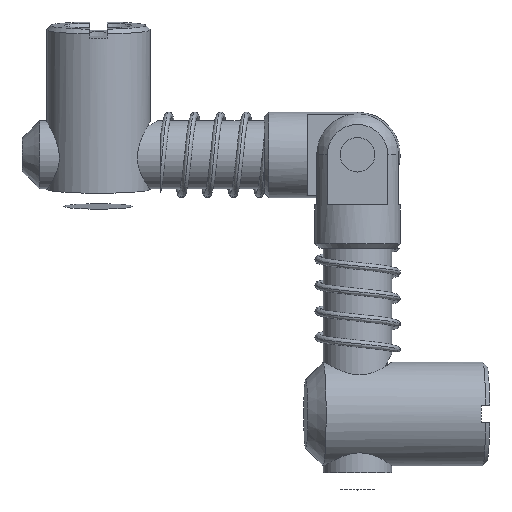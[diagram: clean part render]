
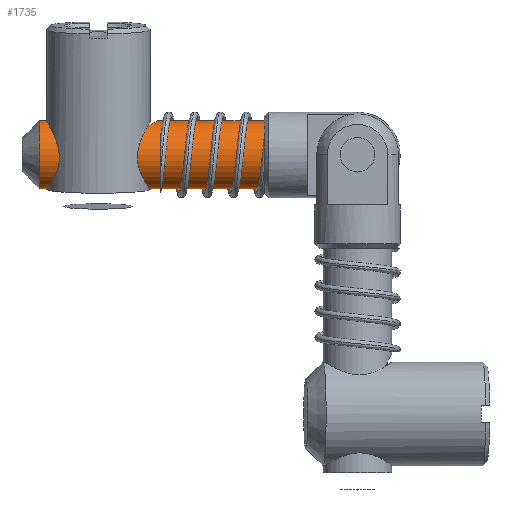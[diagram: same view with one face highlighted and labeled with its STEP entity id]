
A CAD part, top view. The second image highlights one B-rep face of the part: STEP entity #1735.
In plain terms, the highlighted cylindrical face has radius 3.95 mm (diameter 7.9 mm), a full revolution.
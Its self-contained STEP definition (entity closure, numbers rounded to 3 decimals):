
#30=FACE_BOUND('',#684,.T.);
#102=LINE('',#5223,#233);
#233=VECTOR('',#2183,3.95);
#354=CIRCLE('',#1889,3.95);
#355=CIRCLE('',#1890,3.95);
#401=CYLINDRICAL_SURFACE('',#1888,3.95);
#580=FACE_OUTER_BOUND('',#683,.T.);
#683=EDGE_LOOP('',(#1448,#1449,#1450,#1451));
#684=EDGE_LOOP('',(#1452));
#790=B_SPLINE_CURVE_WITH_KNOTS('',3,(#5169,#5170,#5171,#5172,#5173,#5174,
#5175,#5176,#5177,#5178,#5179,#5180,#5181,#5182,#5183,#5184,#5185,#5186,
#5187,#5188,#5189,#5190,#5191,#5192,#5193,#5194,#5195,#5196,#5197,#5198,
#5199,#5200,#5201,#5202,#5203,#5204,#5205,#5206,#5207,#5208,#5209,#5210,
#5211,#5212,#5213,#5214,#5215,#5216,#5217,#5218),.UNSPECIFIED.,.T.,.F.,
(4,2,2,2,2,2,2,2,2,2,2,2,2,2,2,2,2,2,2,2,2,2,2,2,4),(-2.578,
-2.424,-2.271,-2.179,-2.088,
-2.011,-1.934,-1.848,-1.762,
-1.662,-1.562,-1.426,-1.289,
-1.136,-0.982,-0.89,-0.799,
-0.722,-0.645,-0.567,-0.49,
-0.399,-0.307,-0.154,0.),
 .UNSPECIFIED.);
#873=VERTEX_POINT('',#5167);
#874=VERTEX_POINT('',#5220);
#875=VERTEX_POINT('',#5222);
#1078=EDGE_CURVE('',#873,#873,#790,.T.);
#1079=EDGE_CURVE('',#874,#874,#354,.T.);
#1080=EDGE_CURVE('',#874,#875,#102,.T.);
#1081=EDGE_CURVE('',#875,#875,#355,.T.);
#1448=ORIENTED_EDGE('',*,*,#1079,.F.);
#1449=ORIENTED_EDGE('',*,*,#1080,.T.);
#1450=ORIENTED_EDGE('',*,*,#1081,.T.);
#1451=ORIENTED_EDGE('',*,*,#1080,.F.);
#1452=ORIENTED_EDGE('',*,*,#1078,.F.);
#1735=ADVANCED_FACE('',(#580,#30),#401,.T.);
#1888=AXIS2_PLACEMENT_3D('',#5219,#2179,#2180);
#1889=AXIS2_PLACEMENT_3D('',#5221,#2181,#2182);
#1890=AXIS2_PLACEMENT_3D('',#5224,#2184,#2185);
#2179=DIRECTION('center_axis',(1.,0.,0.));
#2180=DIRECTION('ref_axis',(0.,0.,
-1.));
#2181=DIRECTION('center_axis',(1.,0.,0.));
#2182=DIRECTION('ref_axis',(0.,0.,
-1.));
#2183=DIRECTION('',(-1.,0.,0.));
#2184=DIRECTION('center_axis',(1.,0.,0.));
#2185=DIRECTION('ref_axis',(0.,0.,1.));
#5167=CARTESIAN_POINT('',(-24.474,-2.136,-16.25));
#5169=CARTESIAN_POINT('Ctrl Pts',(-24.474,-2.136,-16.25));
#5170=CARTESIAN_POINT('Ctrl Pts',(-24.986,-2.136,-16.25));
#5171=CARTESIAN_POINT('Ctrl Pts',(-25.534,-2.056,-16.198));
#5172=CARTESIAN_POINT('Ctrl Pts',(-26.578,-1.778,-15.976));
#5173=CARTESIAN_POINT('Ctrl Pts',(-27.075,-1.586,-15.805));
#5174=CARTESIAN_POINT('Ctrl Pts',(-27.756,-1.29,-15.463));
#5175=CARTESIAN_POINT('Ctrl Pts',(-28.022,-1.165,-15.303));
#5176=CARTESIAN_POINT('Ctrl Pts',(-28.509,-0.925,
-14.922));
#5177=CARTESIAN_POINT('Ctrl Pts',(-28.731,-0.81,-14.701));
#5178=CARTESIAN_POINT('Ctrl Pts',(-29.053,-0.638,
-14.273));
#5179=CARTESIAN_POINT('Ctrl Pts',(-29.189,-0.564,-14.039));
#5180=CARTESIAN_POINT('Ctrl Pts',(-29.376,-0.461,
-13.532));
#5181=CARTESIAN_POINT('Ctrl Pts',(-29.424,-0.434,
-13.259));
#5182=CARTESIAN_POINT('Ctrl Pts',(-29.424,-0.434,
-12.717));
#5183=CARTESIAN_POINT('Ctrl Pts',(-29.365,-0.467,
-12.418));
#5184=CARTESIAN_POINT('Ctrl Pts',(-29.141,-0.59,
-11.867));
#5185=CARTESIAN_POINT('Ctrl Pts',(-28.978,-0.679,
-11.616));
#5186=CARTESIAN_POINT('Ctrl Pts',(-28.601,-0.877,
-11.166));
#5187=CARTESIAN_POINT('Ctrl Pts',(-28.347,-1.007,-10.94));
#5188=CARTESIAN_POINT('Ctrl Pts',(-27.791,-1.274,-10.556));
#5189=CARTESIAN_POINT('Ctrl Pts',(-27.49,-1.41,-10.397));
#5190=CARTESIAN_POINT('Ctrl Pts',(-26.81,-1.686,-10.108));
#5191=CARTESIAN_POINT('Ctrl Pts',(-26.358,-1.846,-9.972));
#5192=CARTESIAN_POINT('Ctrl Pts',(-25.418,-2.074,-9.795));
#5193=CARTESIAN_POINT('Ctrl Pts',(-24.929,-2.136,-9.754));
#5194=CARTESIAN_POINT('Ctrl Pts',(-23.962,-2.136,-9.754));
#5195=CARTESIAN_POINT('Ctrl Pts',(-23.414,-2.056,-9.806));
#5196=CARTESIAN_POINT('Ctrl Pts',(-22.371,-1.778,-10.028));
#5197=CARTESIAN_POINT('Ctrl Pts',(-21.873,-1.586,-10.2));
#5198=CARTESIAN_POINT('Ctrl Pts',(-21.192,-1.29,-10.541));
#5199=CARTESIAN_POINT('Ctrl Pts',(-20.926,-1.165,-10.702));
#5200=CARTESIAN_POINT('Ctrl Pts',(-20.439,-0.925,
-11.082));
#5201=CARTESIAN_POINT('Ctrl Pts',(-20.218,-0.81,
-11.303));
#5202=CARTESIAN_POINT('Ctrl Pts',(-19.896,-0.638,
-11.731));
#5203=CARTESIAN_POINT('Ctrl Pts',(-19.759,-0.564,
-11.966));
#5204=CARTESIAN_POINT('Ctrl Pts',(-19.573,-0.461,-12.472));
#5205=CARTESIAN_POINT('Ctrl Pts',(-19.524,-0.434,
-12.745));
#5206=CARTESIAN_POINT('Ctrl Pts',(-19.524,-0.434,
-13.259));
#5207=CARTESIAN_POINT('Ctrl Pts',(-19.573,-0.461,-13.532));
#5208=CARTESIAN_POINT('Ctrl Pts',(-19.759,-0.564,-14.039));
#5209=CARTESIAN_POINT('Ctrl Pts',(-19.896,-0.638,
-14.273));
#5210=CARTESIAN_POINT('Ctrl Pts',(-20.218,-0.81,-14.701));
#5211=CARTESIAN_POINT('Ctrl Pts',(-20.439,-0.925,
-14.922));
#5212=CARTESIAN_POINT('Ctrl Pts',(-20.926,-1.165,-15.303));
#5213=CARTESIAN_POINT('Ctrl Pts',(-21.192,-1.29,-15.463));
#5214=CARTESIAN_POINT('Ctrl Pts',(-21.873,-1.586,-15.805));
#5215=CARTESIAN_POINT('Ctrl Pts',(-22.371,-1.778,-15.976));
#5216=CARTESIAN_POINT('Ctrl Pts',(-23.414,-2.056,-16.198));
#5217=CARTESIAN_POINT('Ctrl Pts',(-23.962,-2.136,-16.25));
#5218=CARTESIAN_POINT('Ctrl Pts',(-24.474,-2.136,-16.25));
#5219=CARTESIAN_POINT('Origin',(3.526,-4.384,-13.002));
#5220=CARTESIAN_POINT('',(-7.274,-4.384,-9.052));
#5221=CARTESIAN_POINT('Origin',(-7.274,-4.384,-13.002));
#5222=CARTESIAN_POINT('',(-33.274,-4.384,-9.052));
#5223=CARTESIAN_POINT('',(3.526,-4.384,-9.052));
#5224=CARTESIAN_POINT('Origin',(-33.274,-4.384,-13.002));
